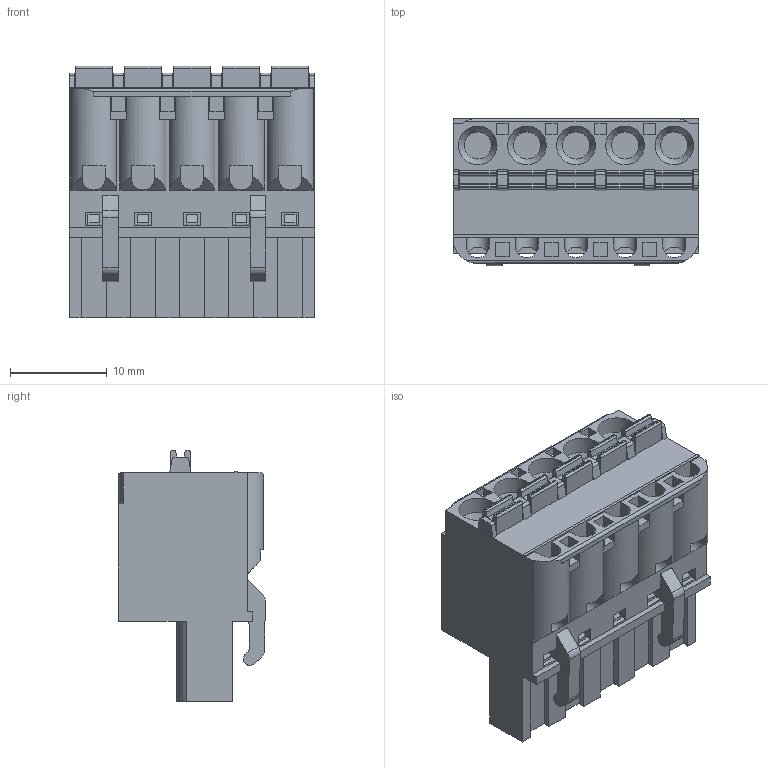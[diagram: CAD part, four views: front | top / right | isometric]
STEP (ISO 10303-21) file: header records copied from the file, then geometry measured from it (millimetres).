
FILE_DESCRIPTION(('STEP AP214'),'1');
FILE_NAME('SHM05-5,08.stp','2016-04-18T09:00:35',(' '),(' '),'Spatial InterOp 3D',' ',' ');
FILE_SCHEMA(('automotive_design'));
Length unit declared in the file: metre
Products named in the file (1): 1
Bounding box: 25.4 x 15.2 x 26 mm (x, y, z)
Volume: 6198.3 mm3; surface area: 3582.1 mm2
Topology: 1 solids, 1 shells, 422 faces, 1185 edges, 783 vertices
Faces by surface type: plane 336, cylinder 76, cone 10
Full cylindrical faces by diameter (mm): 4 x5
Entity records: 16844 total; most frequent: CARTESIAN_POINT 2404, ORIENTED_EDGE 2330, DIRECTION 2215, EDGE_CURVE 1165, LINE 953, VECTOR 953, VERTEX_POINT 778, AXIS2_PLACEMENT_3D 631
